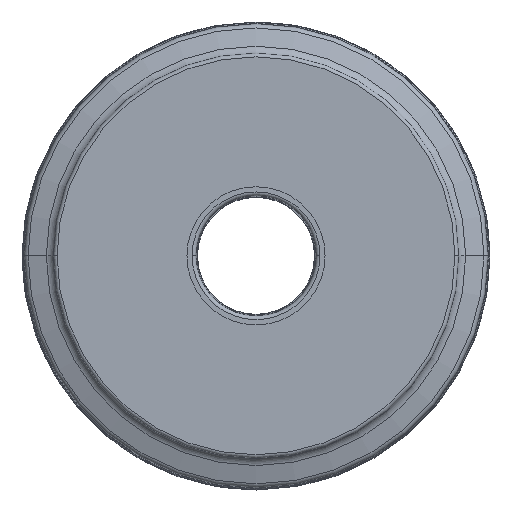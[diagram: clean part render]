
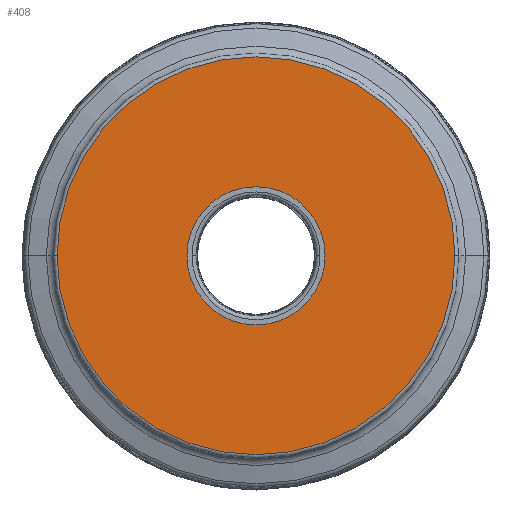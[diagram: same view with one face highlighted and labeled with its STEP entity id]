
A CAD part, top view. The second image highlights one B-rep face of the part: STEP entity #408.
In plain terms, the highlighted planar face has unit normal (0, 0, 1).
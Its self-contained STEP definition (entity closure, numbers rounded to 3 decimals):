
#408=ADVANCED_FACE('',(#444,#445),#434,.F.);
#434=PLANE('',#2479);
#444=FACE_BOUND('',#557,.T.);
#445=FACE_BOUND('',#558,.T.);
#557=EDGE_LOOP('',(#1036,#1037));
#558=EDGE_LOOP('',(#1038,#1039));
#1036=ORIENTED_EDGE('',*,*,#1541,.F.);
#1037=ORIENTED_EDGE('',*,*,#1539,.F.);
#1038=ORIENTED_EDGE('',*,*,#1542,.T.);
#1039=ORIENTED_EDGE('',*,*,#1543,.T.);
#1276=VERTEX_POINT('',#5117);
#1277=VERTEX_POINT('',#5119);
#1278=VERTEX_POINT('',#5125);
#1279=VERTEX_POINT('',#5126);
#1539=EDGE_CURVE('',#1276,#1277,#1876,.T.);
#1541=EDGE_CURVE('',#1277,#1276,#1878,.T.);
#1542=EDGE_CURVE('',#1278,#1279,#1879,.T.);
#1543=EDGE_CURVE('',#1279,#1278,#1880,.T.);
#1876=CIRCLE('',#2472,107.995);
#1878=CIRCLE('',#2475,107.995);
#1879=CIRCLE('',#2477,37.5);
#1880=CIRCLE('',#2478,37.5);
#2472=AXIS2_PLACEMENT_3D('',#5118,#3120,#3121);
#2475=AXIS2_PLACEMENT_3D('',#5122,#3126,#3127);
#2477=AXIS2_PLACEMENT_3D('',#5124,#3130,#3131);
#2478=AXIS2_PLACEMENT_3D('',#5127,#3132,#3133);
#2479=AXIS2_PLACEMENT_3D('',#5128,#3134,#3135);
#3120=DIRECTION('',(0.,0.,-1.));
#3121=DIRECTION('',(-1.,0.,0.));
#3126=DIRECTION('',(0.,0.,-1.));
#3127=DIRECTION('',(1.,0.,0.));
#3130=DIRECTION('',(0.,0.,-1.));
#3131=DIRECTION('',(-1.,0.,0.));
#3132=DIRECTION('',(0.,0.,-1.));
#3133=DIRECTION('',(1.,0.,0.));
#3134=DIRECTION('',(0.,0.,-1.));
#3135=DIRECTION('',(1.,0.,0.));
#5117=CARTESIAN_POINT('',(-107.995,0.,0.));
#5118=CARTESIAN_POINT('',(0.,0.,0.));
#5119=CARTESIAN_POINT('',(107.995,0.,0.));
#5122=CARTESIAN_POINT('',(0.,0.,0.));
#5124=CARTESIAN_POINT('',(0.,0.,0.));
#5125=CARTESIAN_POINT('',(-37.5,0.,0.));
#5126=CARTESIAN_POINT('',(37.5,0.,0.));
#5127=CARTESIAN_POINT('',(0.,0.,0.));
#5128=CARTESIAN_POINT('',(0.,0.,0.));
